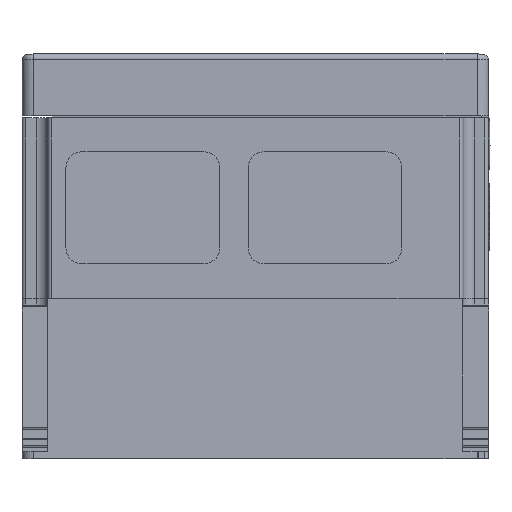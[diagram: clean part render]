
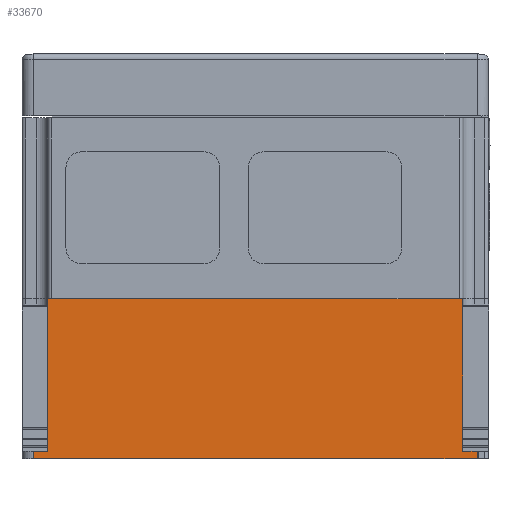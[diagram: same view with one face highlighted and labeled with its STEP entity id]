
A CAD part, left-side view. The second image highlights one B-rep face of the part: STEP entity #33670.
In plain terms, the highlighted planar face has unit normal (-1, 0, 0).
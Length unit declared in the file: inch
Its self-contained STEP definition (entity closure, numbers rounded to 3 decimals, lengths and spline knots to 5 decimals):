
#181 = CARTESIAN_POINT ( 'NONE',  ( -2.325, 3.46, -4.88 ) ) ;
#427 = EDGE_CURVE ( 'NONE', #36453, #7260, #40625, .T. ) ;
#663 = VECTOR ( 'NONE', #19772, 39.37008 ) ;
#726 = CARTESIAN_POINT ( 'NONE',  ( -2.325, -3.46, -4.88 ) ) ;
#1010 = CARTESIAN_POINT ( 'NONE',  ( -2.325, 3.24, -4.88 ) ) ;
#1241 = LINE ( 'NONE', #29100, #25600 ) ;
#1612 = DIRECTION ( 'NONE',  ( 1., 0., 0. ) ) ;
#1628 = EDGE_CURVE ( 'NONE', #3132, #39011, #2691, .T. ) ;
#2305 = DIRECTION ( 'NONE',  ( 0., -1., 0. ) ) ;
#2691 = LINE ( 'NONE', #24756, #27033 ) ;
#2895 = CARTESIAN_POINT ( 'NONE',  ( -2.325, 3.24, -2.50263 ) ) ;
#3132 = VERTEX_POINT ( 'NONE', #37786 ) ;
#3298 = ORIENTED_EDGE ( 'NONE', *, *, #21185, .F. ) ;
#4370 = CARTESIAN_POINT ( 'NONE',  ( -2.325, -3.18, -2.50263 ) ) ;
#4526 = LINE ( 'NONE', #7872, #20407 ) ;
#4738 = PLANE ( 'NONE',  #26083 ) ;
#5527 = EDGE_CURVE ( 'NONE', #7416, #32861, #9034, .T. ) ;
#5992 = DIRECTION ( 'NONE',  ( 0., 0., -1. ) ) ;
#6153 = ORIENTED_EDGE ( 'NONE', *, *, #37679, .T. ) ;
#6158 = DIRECTION ( 'NONE',  ( 0., -1., 0. ) ) ;
#6969 = DIRECTION ( 'NONE',  ( 0., 1., 0. ) ) ;
#7260 = VERTEX_POINT ( 'NONE', #19804 ) ;
#7416 = VERTEX_POINT ( 'NONE', #13869 ) ;
#7872 = CARTESIAN_POINT ( 'NONE',  ( -2.325, -3.24, -2.50263 ) ) ;
#8072 = VECTOR ( 'NONE', #34116, 39.37008 ) ;
#9034 = LINE ( 'NONE', #9063, #8072 ) ;
#9063 = CARTESIAN_POINT ( 'NONE',  ( -2.325, -3.46, -5. ) ) ;
#9198 = CARTESIAN_POINT ( 'NONE',  ( -2.325, 3.18, -5. ) ) ;
#9797 = VERTEX_POINT ( 'NONE', #4370 ) ;
#10229 = CARTESIAN_POINT ( 'NONE',  ( -2.325, 3.24, -2.50263 ) ) ;
#10902 = EDGE_CURVE ( 'NONE', #9797, #39011, #25015, .T. ) ;
#10920 = VECTOR ( 'NONE', #25115, 39.37008 ) ;
#11037 = DIRECTION ( 'NONE',  ( 0., 0., 1. ) ) ;
#11882 = LINE ( 'NONE', #40962, #10920 ) ;
#11962 = ORIENTED_EDGE ( 'NONE', *, *, #36336, .F. ) ;
#12546 = CARTESIAN_POINT ( 'NONE',  ( -2.325, 3.64, -5. ) ) ;
#13325 = FACE_OUTER_BOUND ( 'NONE', #22160, .T. ) ;
#13808 = LINE ( 'NONE', #24393, #17752 ) ;
#13869 = CARTESIAN_POINT ( 'NONE',  ( -2.325, -3.46, -5. ) ) ;
#14361 = VECTOR ( 'NONE', #25081, 39.37008 ) ;
#14450 = VERTEX_POINT ( 'NONE', #20958 ) ;
#14927 = ORIENTED_EDGE ( 'NONE', *, *, #5527, .T. ) ;
#15285 = ORIENTED_EDGE ( 'NONE', *, *, #29811, .T. ) ;
#17528 = LINE ( 'NONE', #9198, #24908 ) ;
#17752 = VECTOR ( 'NONE', #2305, 39.37008 ) ;
#18241 = VERTEX_POINT ( 'NONE', #181 ) ;
#18384 = VERTEX_POINT ( 'NONE', #1010 ) ;
#19038 = CARTESIAN_POINT ( 'NONE',  ( -2.325, 3.64, -4.88 ) ) ;
#19772 = DIRECTION ( 'NONE',  ( 0., 0., 1. ) ) ;
#19804 = CARTESIAN_POINT ( 'NONE',  ( -2.325, 3.18, -2.50263 ) ) ;
#19910 = CARTESIAN_POINT ( 'NONE',  ( -2.325, -3.18, -2.5 ) ) ;
#20407 = VECTOR ( 'NONE', #11037, 39.37008 ) ;
#20679 = CARTESIAN_POINT ( 'NONE',  ( -2.325, 3.64, -5. ) ) ;
#20958 = CARTESIAN_POINT ( 'NONE',  ( -2.325, -3.24, -2.50263 ) ) ;
#21020 = ORIENTED_EDGE ( 'NONE', *, *, #27539, .T. ) ;
#21185 = EDGE_CURVE ( 'NONE', #18384, #36453, #29190, .T. ) ;
#21572 = DIRECTION ( 'NONE',  ( 0., -1., 0. ) ) ;
#21605 = ORIENTED_EDGE ( 'NONE', *, *, #10902, .T. ) ;
#22160 = EDGE_LOOP ( 'NONE', ( #21020, #21605, #41285, #15285, #24262, #3298, #11962, #33860, #37361, #14927, #25001, #6153 ) ) ;
#22647 = EDGE_CURVE ( 'NONE', #32127, #7416, #30442, .T. ) ;
#23856 = DIRECTION ( 'NONE',  ( 0., 0., -1. ) ) ;
#24262 = ORIENTED_EDGE ( 'NONE', *, *, #427, .F. ) ;
#24393 = CARTESIAN_POINT ( 'NONE',  ( -2.325, 3.64, -4.88 ) ) ;
#24756 = CARTESIAN_POINT ( 'NONE',  ( -2.325, 3.64, -2.5 ) ) ;
#24908 = VECTOR ( 'NONE', #5992, 39.37008 ) ;
#25001 = ORIENTED_EDGE ( 'NONE', *, *, #33792, .F. ) ;
#25015 = LINE ( 'NONE', #19910, #663 ) ;
#25081 = DIRECTION ( 'NONE',  ( 0., -1., 0. ) ) ;
#25115 = DIRECTION ( 'NONE',  ( 0., 0., -1. ) ) ;
#25600 = VECTOR ( 'NONE', #6969, 39.37008 ) ;
#26083 = AXIS2_PLACEMENT_3D ( 'NONE', #20679, #1612, #23856 ) ;
#27033 = VECTOR ( 'NONE', #21572, 39.37008 ) ;
#27511 = CARTESIAN_POINT ( 'NONE',  ( -2.325, -3.24, -4.88 ) ) ;
#27513 = VECTOR ( 'NONE', #38083, 39.37008 ) ;
#27539 = EDGE_CURVE ( 'NONE', #14450, #9797, #1241, .T. ) ;
#28034 = EDGE_CURVE ( 'NONE', #18241, #32127, #11882, .T. ) ;
#28493 = LINE ( 'NONE', #19038, #27513 ) ;
#29100 = CARTESIAN_POINT ( 'NONE',  ( -2.325, -3.24, -2.50263 ) ) ;
#29190 = LINE ( 'NONE', #37084, #35652 ) ;
#29472 = VECTOR ( 'NONE', #6158, 39.37008 ) ;
#29811 = EDGE_CURVE ( 'NONE', #3132, #7260, #17528, .T. ) ;
#30442 = LINE ( 'NONE', #12546, #29472 ) ;
#32127 = VERTEX_POINT ( 'NONE', #37978 ) ;
#32861 = VERTEX_POINT ( 'NONE', #726 ) ;
#33670 = ADVANCED_FACE ( 'NONE', ( #13325 ), #4738, .F. ) ;
#33792 = EDGE_CURVE ( 'NONE', #40624, #32861, #13808, .T. ) ;
#33860 = ORIENTED_EDGE ( 'NONE', *, *, #28034, .T. ) ;
#34116 = DIRECTION ( 'NONE',  ( 0., 0., 1. ) ) ;
#35609 = CARTESIAN_POINT ( 'NONE',  ( -2.325, -3.18, -2.5 ) ) ;
#35652 = VECTOR ( 'NONE', #40258, 39.37008 ) ;
#36336 = EDGE_CURVE ( 'NONE', #18241, #18384, #28493, .T. ) ;
#36453 = VERTEX_POINT ( 'NONE', #10229 ) ;
#37084 = CARTESIAN_POINT ( 'NONE',  ( -2.325, 3.24, -2.50263 ) ) ;
#37361 = ORIENTED_EDGE ( 'NONE', *, *, #22647, .T. ) ;
#37679 = EDGE_CURVE ( 'NONE', #40624, #14450, #4526, .T. ) ;
#37786 = CARTESIAN_POINT ( 'NONE',  ( -2.325, 3.18, -2.5 ) ) ;
#37978 = CARTESIAN_POINT ( 'NONE',  ( -2.325, 3.46, -5. ) ) ;
#38083 = DIRECTION ( 'NONE',  ( 0., -1., 0. ) ) ;
#39011 = VERTEX_POINT ( 'NONE', #35609 ) ;
#40258 = DIRECTION ( 'NONE',  ( 0., 0., 1. ) ) ;
#40624 = VERTEX_POINT ( 'NONE', #27511 ) ;
#40625 = LINE ( 'NONE', #2895, #14361 ) ;
#40962 = CARTESIAN_POINT ( 'NONE',  ( -2.325, 3.46, -5. ) ) ;
#41285 = ORIENTED_EDGE ( 'NONE', *, *, #1628, .F. ) ;
